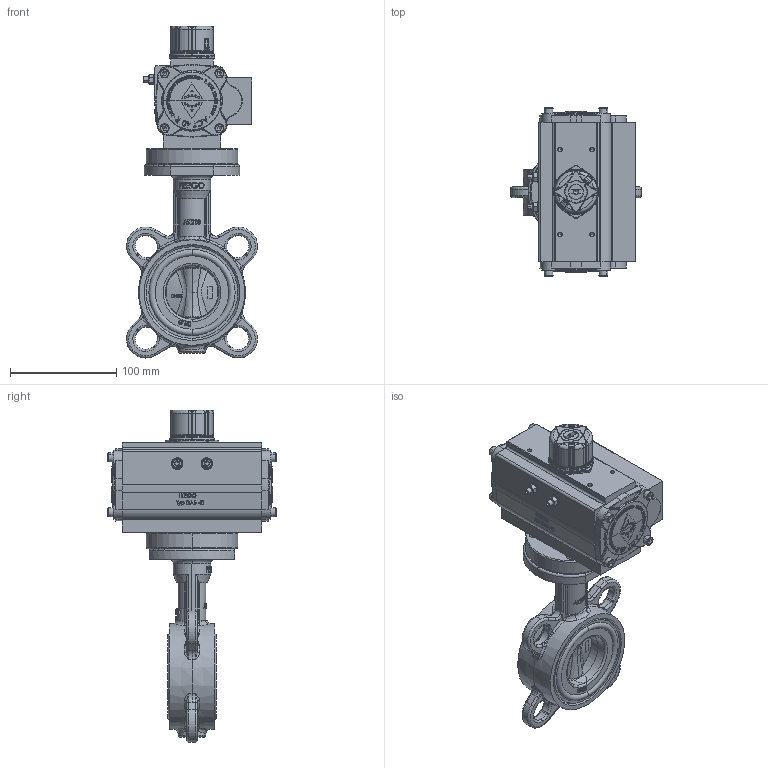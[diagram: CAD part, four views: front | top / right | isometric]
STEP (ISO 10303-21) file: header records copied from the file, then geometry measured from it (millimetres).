
FILE_DESCRIPTION (( 'STEP AP203' ), '1' );
FILE_NAME ('AK210-Fergo-DN50-Doppeltwirkend-DA.STEP', '2022-08-22T07:32:05', ( '' ), ( '' ), 'SwSTEP 2.0', 'SolidWorks 2022', '' );
FILE_SCHEMA (( 'CONFIG_CONTROL_DESIGN' ));
Products named in the file (4): AK210-Fergo-DN50-Doppeltwirkend-DA; 0040 ADA; Flanschadapter 15mm; AK210DN50
Assembly tree (3 placements, depth 2):
  AK210-Fergo-DN50-Doppeltwirkend-DA
    AK210DN50
    Flanschadapter 15mm
    0040 ADA
Bounding box: 122.92 x 157.9 x 311.77 mm (x, y, z)
Volume: 1018706.4 mm3; surface area: 242605.8 mm2
Topology: 30 solids, 31 shells, 5668 faces, 15222 edges, 9757 vertices
Faces by surface type: plane 2898, cylinder 1054, bspline 897, torus 329, cone 275, sphere 215
Entity records: 235263 total; most frequent: CARTESIAN_POINT 96551, ORIENTED_EDGE 30142, DIRECTION 28162, EDGE_CURVE 15071, AXIS2_PLACEMENT_3D 11102, VERTEX_POINT 9748, CIRCLE 6325, EDGE_LOOP 6037
